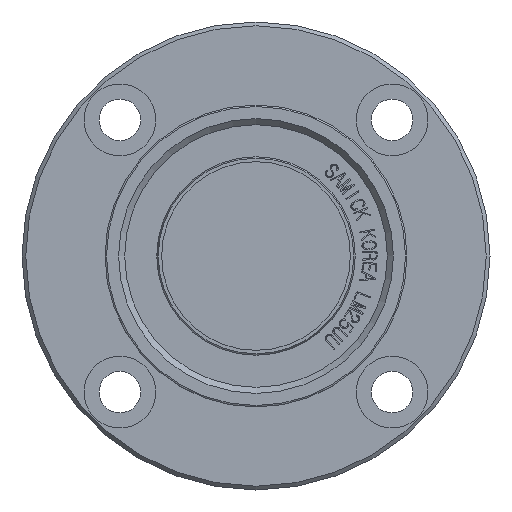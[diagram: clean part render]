
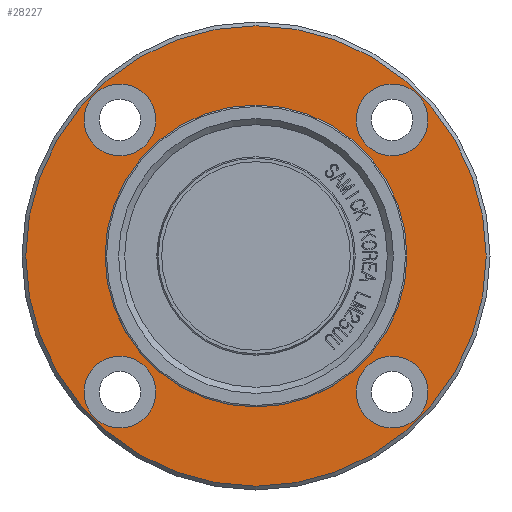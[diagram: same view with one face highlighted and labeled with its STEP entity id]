
A CAD part, front view. The second image highlights one B-rep face of the part: STEP entity #28227.
In plain terms, the highlighted planar face has unit normal (0, -1, 0).
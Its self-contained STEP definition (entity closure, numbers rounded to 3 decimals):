
#27837=CARTESIAN_POINT('',(-13.281,-29.,-18.031));
#27838=VERTEX_POINT('',#27837);
#27839=CARTESIAN_POINT('',(-18.031,-29.,-18.031));
#27840=DIRECTION('',(0.0,1.0,0.0));
#27841=DIRECTION('',(1.0,0.0,0.0));
#27842=AXIS2_PLACEMENT_3D('',#27839,#27840,#27841);
#27843=CIRCLE('',#27842,4.75);
#27844=EDGE_CURVE('',#27838,#27838,#27843,.T.);
#27905=CARTESIAN_POINT('',(22.781,-29.,-18.031));
#27906=VERTEX_POINT('',#27905);
#27907=CARTESIAN_POINT('',(18.031,-29.,-18.031));
#27908=DIRECTION('',(0.0,1.0,0.0));
#27909=DIRECTION('',(1.0,0.0,0.0));
#27910=AXIS2_PLACEMENT_3D('',#27907,#27908,#27909);
#27911=CIRCLE('',#27910,4.75);
#27912=EDGE_CURVE('',#27906,#27906,#27911,.T.);
#27973=CARTESIAN_POINT('',(22.781,-29.,18.031));
#27974=VERTEX_POINT('',#27973);
#27975=CARTESIAN_POINT('',(18.031,-29.,18.031));
#27976=DIRECTION('',(0.0,1.0,0.0));
#27977=DIRECTION('',(1.0,0.0,0.0));
#27978=AXIS2_PLACEMENT_3D('',#27975,#27976,#27977);
#27979=CIRCLE('',#27978,4.75);
#27980=EDGE_CURVE('',#27974,#27974,#27979,.T.);
#28041=CARTESIAN_POINT('',(-13.281,-29.,18.031));
#28042=VERTEX_POINT('',#28041);
#28043=CARTESIAN_POINT('',(-18.031,-29.,18.031));
#28044=DIRECTION('',(0.0,1.0,0.0));
#28045=DIRECTION('',(1.0,0.0,0.0));
#28046=AXIS2_PLACEMENT_3D('',#28043,#28044,#28045);
#28047=CIRCLE('',#28046,4.75);
#28048=EDGE_CURVE('',#28042,#28042,#28047,.T.);
#28081=CARTESIAN_POINT('',(20.,-29.0,0.0));
#28082=VERTEX_POINT('',#28081);
#28083=CARTESIAN_POINT('',(0.0,-29.0,0.0));
#28084=DIRECTION('',(0.0,-1.0,0.0));
#28085=DIRECTION('',(1.0,0.0,0.0));
#28086=AXIS2_PLACEMENT_3D('',#28083,#28084,#28085);
#28087=CIRCLE('',#28086,20.);
#28088=EDGE_CURVE('',#28082,#28082,#28087,.T.);
#28189=CARTESIAN_POINT('',(30.5,-29.,0.0));
#28190=VERTEX_POINT('',#28189);
#28191=CARTESIAN_POINT('',(0.0,-29.,0.0));
#28192=DIRECTION('',(0.0,-1.0,0.0));
#28193=DIRECTION('',(1.0,0.0,0.0));
#28194=AXIS2_PLACEMENT_3D('',#28191,#28192,#28193);
#28195=CIRCLE('',#28194,30.5);
#28196=EDGE_CURVE('',#28190,#28190,#28195,.T.);
#28204=CARTESIAN_POINT('',(25.25,-29.,0.0));
#28205=DIRECTION('',(0.0,-1.0,0.0));
#28206=DIRECTION('',(0.0,0.0,-1.0));
#28207=AXIS2_PLACEMENT_3D('',#28204,#28205,#28206);
#28208=PLANE('',#28207);
#28209=ORIENTED_EDGE('',*,*,#28196,.T.);
#28210=EDGE_LOOP('',(#28209));
#28211=FACE_OUTER_BOUND('',#28210,.T.);
#28212=ORIENTED_EDGE('',*,*,#27844,.T.);
#28213=EDGE_LOOP('',(#28212));
#28214=FACE_BOUND('',#28213,.T.);
#28215=ORIENTED_EDGE('',*,*,#27912,.T.);
#28216=EDGE_LOOP('',(#28215));
#28217=FACE_BOUND('',#28216,.T.);
#28218=ORIENTED_EDGE('',*,*,#27980,.T.);
#28219=EDGE_LOOP('',(#28218));
#28220=FACE_BOUND('',#28219,.T.);
#28221=ORIENTED_EDGE('',*,*,#28048,.T.);
#28222=EDGE_LOOP('',(#28221));
#28223=FACE_BOUND('',#28222,.T.);
#28224=ORIENTED_EDGE('',*,*,#28088,.F.);
#28225=EDGE_LOOP('',(#28224));
#28226=FACE_BOUND('',#28225,.T.);
#28227=ADVANCED_FACE('',(#28211,#28214,#28217,#28220,#28223,#28226),#28208,.T.);
